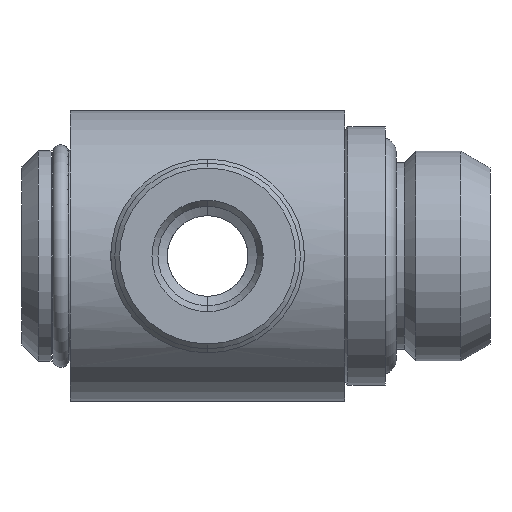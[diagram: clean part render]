
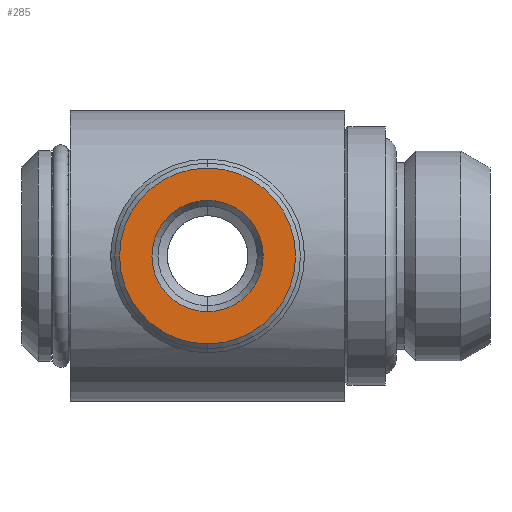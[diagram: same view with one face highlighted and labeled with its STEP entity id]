
A CAD part, left-side view. The second image highlights one B-rep face of the part: STEP entity #285.
In plain terms, the highlighted planar face has unit normal (-1, 0, 0).
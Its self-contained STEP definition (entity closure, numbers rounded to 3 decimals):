
#229 = EDGE_CURVE ( 'NONE', #533, #532, #2678, .T. ) ;
#285 = ADVANCED_FACE ( 'NONE', ( #2662, #2646 ), #2645, .T. ) ;
#286 = EDGE_LOOP ( 'NONE', ( #287, #288 ) ) ;
#287 = ORIENTED_EDGE ( 'NONE', *, *, #734, .T. ) ;
#288 = ORIENTED_EDGE ( 'NONE', *, *, #423, .T. ) ;
#289 = EDGE_LOOP ( 'NONE', ( #290, #291 ) ) ;
#290 = ORIENTED_EDGE ( 'NONE', *, *, #501, .F. ) ;
#291 = ORIENTED_EDGE ( 'NONE', *, *, #229, .F. ) ;
#423 = EDGE_CURVE ( 'NONE', #442, #733, #2832, .T. ) ;
#442 = VERTEX_POINT ( 'NONE', #2854 ) ;
#501 = EDGE_CURVE ( 'NONE', #532, #533, #2946, .T. ) ;
#532 = VERTEX_POINT ( 'NONE', #2920 ) ;
#533 = VERTEX_POINT ( 'NONE', #2919 ) ;
#733 = VERTEX_POINT ( 'NONE', #3549 ) ;
#734 = EDGE_CURVE ( 'NONE', #733, #442, #3609, .T. ) ;
#2583 = DIRECTION ( 'NONE',  ( 0., 0., -1. ) ) ;
#2584 = DIRECTION ( 'NONE',  ( 1., 0., 0. ) ) ;
#2640 = DIRECTION ( 'NONE',  ( 0., 0., 1. ) ) ;
#2641 = DIRECTION ( 'NONE',  ( -1., 0., 0. ) ) ;
#2642 = CARTESIAN_POINT ( 'NONE',  ( -24.2, 22.95, 0. ) ) ;
#2644 = AXIS2_PLACEMENT_3D ( 'NONE', #2642, #2641, #2640 ) ;
#2645 = PLANE ( 'NONE',  #2644 ) ;
#2646 = FACE_OUTER_BOUND ( 'NONE', #289, .T. ) ;
#2662 = FACE_BOUND ( 'NONE', #286, .T. ) ;
#2676 = CARTESIAN_POINT ( 'NONE',  ( -24.2, 17.5, 0. ) ) ;
#2677 = AXIS2_PLACEMENT_3D ( 'NONE', #2676, #2584, #2583 ) ;
#2678 = CIRCLE ( 'NONE', #2677, 5.45 ) ;
#2813 = CARTESIAN_POINT ( 'NONE',  ( -24.2, 17.5, 0. ) ) ;
#2814 = AXIS2_PLACEMENT_3D ( 'NONE', #2813, #2827, #2826 ) ;
#2826 = DIRECTION ( 'NONE',  ( 0., 0., -1. ) ) ;
#2827 = DIRECTION ( 'NONE',  ( 1., 0., 0. ) ) ;
#2832 = CIRCLE ( 'NONE', #2814, 3.45 ) ;
#2854 = CARTESIAN_POINT ( 'NONE',  ( -24.2, 17.5, -3.45 ) ) ;
#2919 = CARTESIAN_POINT ( 'NONE',  ( -24.2, 17.5, 5.45 ) ) ;
#2920 = CARTESIAN_POINT ( 'NONE',  ( -24.2, 17.5, -5.45 ) ) ;
#2944 = DIRECTION ( 'NONE',  ( 1., 0., 0. ) ) ;
#2945 = AXIS2_PLACEMENT_3D ( 'NONE', #2988, #2944, #3004 ) ;
#2946 = CIRCLE ( 'NONE', #2945, 5.45 ) ;
#2988 = CARTESIAN_POINT ( 'NONE',  ( -24.2, 17.5, 0. ) ) ;
#3004 = DIRECTION ( 'NONE',  ( 0., 0., -1. ) ) ;
#3429 = DIRECTION ( 'NONE',  ( 0., 0., -1. ) ) ;
#3430 = DIRECTION ( 'NONE',  ( 1., 0., 0. ) ) ;
#3431 = CARTESIAN_POINT ( 'NONE',  ( -24.2, 17.5, 0. ) ) ;
#3432 = AXIS2_PLACEMENT_3D ( 'NONE', #3431, #3430, #3429 ) ;
#3549 = CARTESIAN_POINT ( 'NONE',  ( -24.2, 17.5, 3.45 ) ) ;
#3609 = CIRCLE ( 'NONE', #3432, 3.45 ) ;
